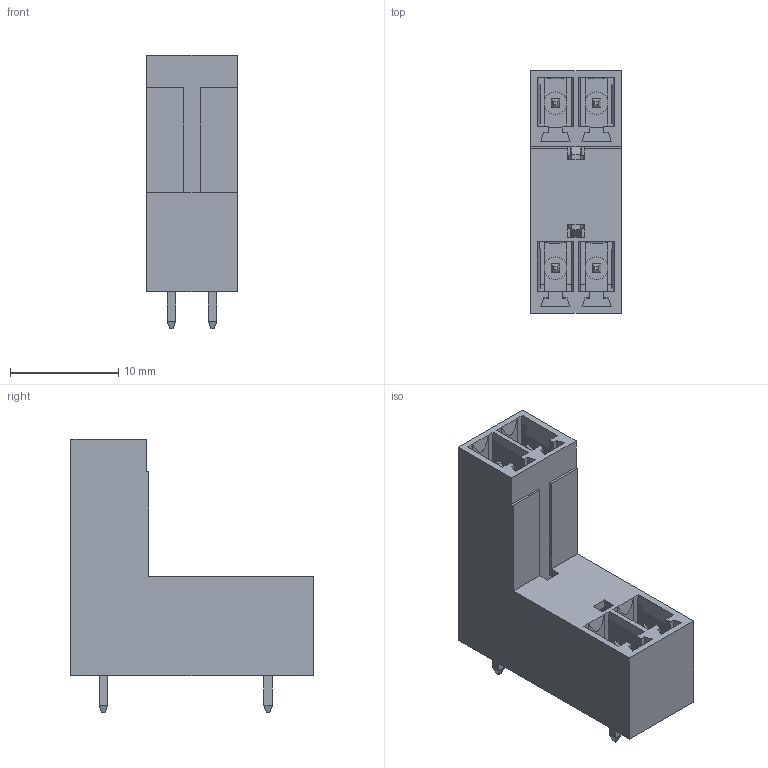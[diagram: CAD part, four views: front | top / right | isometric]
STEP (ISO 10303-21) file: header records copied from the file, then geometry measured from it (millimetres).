
FILE_DESCRIPTION( ( 'Unknown' ), '1' );
FILE_NAME( '691356300004B.stp', 'Unknown', ( 'Unknown' ), ( 'Unknown' ), 'PSStep 19.0.9', 'Unknown', ' ' );
FILE_SCHEMA( ( 'AUTOMOTIVE_DESIGN { 1 0 10303 214 1 1 1 1 }' ) );
Length unit declared in the file: millimetre
Products named in the file (5): Assem1; 691356300004B; 6913563000xxB_PIN; 6913563000xxB_PIN LONGUE; 691356300004B_CAPOT
Assembly tree (6 placements, depth 2):
  Assem1
    691356300004B
    6913563000xxB_PIN  x2
    6913563000xxB_PIN LONGUE  x2
    691356300004B_CAPOT
Bounding box: 8.41 x 22.4 x 25.3 mm (x, y, z)
Volume: 1218.1 mm3; surface area: 3315.4 mm2
Topology: 6 solids, 6 shells, 291 faces, 770 edges, 492 vertices
Faces by surface type: plane 283, cylinder 8
Full cylindrical faces by diameter (mm): 2.1 x4
Entity records: 10290 total; most frequent: CARTESIAN_POINT 1440, ORIENTED_EDGE 1420, DIRECTION 1270, EDGE_CURVE 710, LINE 690, VECTOR 690, VERTEX_POINT 460, AXIS2_PLACEMENT_3D 290
